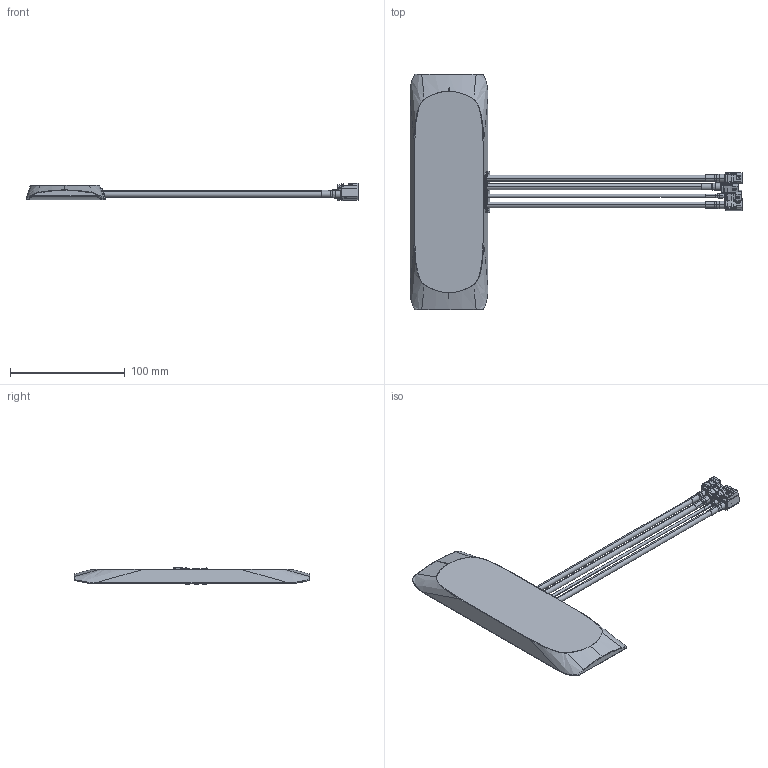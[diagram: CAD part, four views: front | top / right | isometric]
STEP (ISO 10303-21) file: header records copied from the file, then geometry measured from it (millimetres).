
FILE_DESCRIPTION (( 'STEP AP214' ), '1' );
FILE_NAME ('MA245.LBIC_.002_Web.STEP', '2022-03-14T15:14:56', ( '' ), ( '' ), 'SwSTEP 2.0', 'SolidWorks 2018', '' );
FILE_SCHEMA (( 'AUTOMOTIVE_DESIGN' ));
Length unit declared in the file: millimetre
Products named in the file (1): MA245.LBIC_.002_Web
Bounding box: 289.86 x 205.85 x 15.34 mm (x, y, z)
Surface area: 53196.5 mm2 (no closed solid volume)
Topology: 0 solids, 31 shells, 486 faces, 1743 edges, 1243 vertices
Faces by surface type: plane 265, cylinder 126, bspline 63, cone 32
Entity records: 35430 total; most frequent: CARTESIAN_POINT 16282, ORIENTED_EDGE 2818, DIRECTION 2543, EDGE_CURVE 1743, VERTEX_POINT 1243, VECTOR 979, LINE 979, AXIS2_PLACEMENT_3D 782
